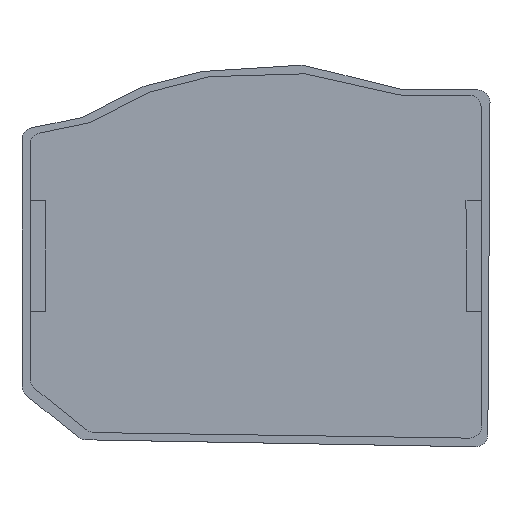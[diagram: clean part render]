
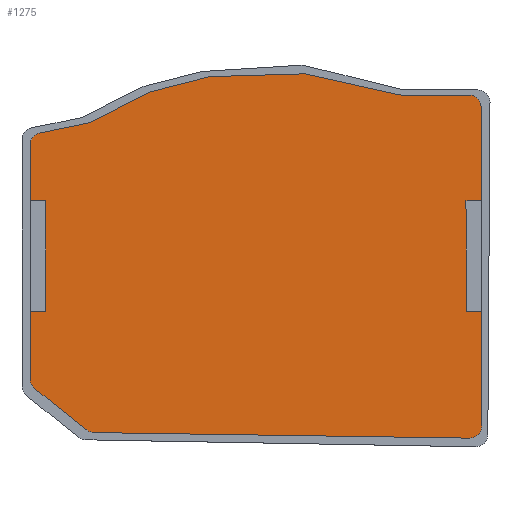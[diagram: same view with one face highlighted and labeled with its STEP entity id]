
A CAD part, front view. The second image highlights one B-rep face of the part: STEP entity #1275.
In plain terms, the highlighted planar face has unit normal (0, -1, 0).
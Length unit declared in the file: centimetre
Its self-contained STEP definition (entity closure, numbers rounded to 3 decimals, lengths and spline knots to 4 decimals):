
#56=CIRCLE('',#1357,0.4);
#58=CIRCLE('',#1361,0.4);
#60=CIRCLE('',#1365,0.4);
#62=CIRCLE('',#1369,0.4);
#64=CIRCLE('',#1373,0.4);
#66=CIRCLE('',#1377,0.4);
#68=CIRCLE('',#1381,0.4);
#70=CIRCLE('',#1385,0.4);
#72=CIRCLE('',#1389,0.4);
#74=CIRCLE('',#1393,0.4);
#332=ORIENTED_EDGE('',*,*,#598,.F.);
#333=ORIENTED_EDGE('',*,*,#599,.F.);
#334=ORIENTED_EDGE('',*,*,#600,.T.);
#335=ORIENTED_EDGE('',*,*,#573,.F.);
#336=ORIENTED_EDGE('',*,*,#565,.T.);
#337=ORIENTED_EDGE('',*,*,#562,.F.);
#338=ORIENTED_EDGE('',*,*,#559,.T.);
#339=ORIENTED_EDGE('',*,*,#556,.F.);
#340=ORIENTED_EDGE('',*,*,#553,.T.);
#341=ORIENTED_EDGE('',*,*,#550,.F.);
#342=ORIENTED_EDGE('',*,*,#601,.F.);
#343=ORIENTED_EDGE('',*,*,#602,.F.);
#344=ORIENTED_EDGE('',*,*,#603,.T.);
#345=ORIENTED_EDGE('',*,*,#546,.F.);
#346=ORIENTED_EDGE('',*,*,#543,.T.);
#347=ORIENTED_EDGE('',*,*,#540,.F.);
#348=ORIENTED_EDGE('',*,*,#537,.F.);
#349=ORIENTED_EDGE('',*,*,#534,.F.);
#350=ORIENTED_EDGE('',*,*,#530,.T.);
#351=ORIENTED_EDGE('',*,*,#596,.F.);
#352=ORIENTED_EDGE('',*,*,#593,.T.);
#353=ORIENTED_EDGE('',*,*,#590,.F.);
#354=ORIENTED_EDGE('',*,*,#587,.T.);
#355=ORIENTED_EDGE('',*,*,#584,.F.);
#356=ORIENTED_EDGE('',*,*,#581,.F.);
#357=ORIENTED_EDGE('',*,*,#578,.F.);
#358=ORIENTED_EDGE('',*,*,#575,.T.);
#359=ORIENTED_EDGE('',*,*,#570,.F.);
#530=EDGE_CURVE('',#692,#693,#56,.T.);
#534=EDGE_CURVE('',#692,#696,#818,.T.);
#537=EDGE_CURVE('',#696,#698,#58,.T.);
#540=EDGE_CURVE('',#698,#700,#822,.T.);
#543=EDGE_CURVE('',#702,#700,#60,.T.);
#546=EDGE_CURVE('',#702,#704,#826,.T.);
#550=EDGE_CURVE('',#707,#708,#830,.T.);
#553=EDGE_CURVE('',#710,#708,#62,.T.);
#556=EDGE_CURVE('',#710,#712,#834,.T.);
#559=EDGE_CURVE('',#714,#712,#64,.T.);
#562=EDGE_CURVE('',#714,#716,#838,.T.);
#565=EDGE_CURVE('',#718,#716,#66,.T.);
#570=EDGE_CURVE('',#722,#723,#844,.T.);
#573=EDGE_CURVE('',#718,#725,#847,.T.);
#575=EDGE_CURVE('',#726,#723,#68,.T.);
#578=EDGE_CURVE('',#726,#728,#850,.T.);
#581=EDGE_CURVE('',#728,#730,#70,.T.);
#584=EDGE_CURVE('',#730,#732,#854,.T.);
#587=EDGE_CURVE('',#734,#732,#72,.T.);
#590=EDGE_CURVE('',#734,#736,#858,.T.);
#593=EDGE_CURVE('',#738,#736,#74,.T.);
#596=EDGE_CURVE('',#738,#693,#862,.T.);
#598=EDGE_CURVE('',#740,#722,#864,.T.);
#599=EDGE_CURVE('',#741,#740,#865,.T.);
#600=EDGE_CURVE('',#741,#725,#866,.T.);
#601=EDGE_CURVE('',#742,#707,#867,.T.);
#602=EDGE_CURVE('',#743,#742,#868,.T.);
#603=EDGE_CURVE('',#743,#704,#869,.T.);
#692=VERTEX_POINT('',#1958);
#693=VERTEX_POINT('',#1959);
#696=VERTEX_POINT('',#1967);
#698=VERTEX_POINT('',#1973);
#700=VERTEX_POINT('',#1979);
#702=VERTEX_POINT('',#1985);
#704=VERTEX_POINT('',#1991);
#707=VERTEX_POINT('',#1997);
#708=VERTEX_POINT('',#1999);
#710=VERTEX_POINT('',#2005);
#712=VERTEX_POINT('',#2011);
#714=VERTEX_POINT('',#2017);
#716=VERTEX_POINT('',#2023);
#718=VERTEX_POINT('',#2029);
#722=VERTEX_POINT('',#2038);
#723=VERTEX_POINT('',#2040);
#725=VERTEX_POINT('',#2045);
#726=VERTEX_POINT('',#2049);
#728=VERTEX_POINT('',#2055);
#730=VERTEX_POINT('',#2061);
#732=VERTEX_POINT('',#2067);
#734=VERTEX_POINT('',#2073);
#736=VERTEX_POINT('',#2079);
#738=VERTEX_POINT('',#2085);
#740=VERTEX_POINT('',#2095);
#741=VERTEX_POINT('',#2097);
#742=VERTEX_POINT('',#2100);
#743=VERTEX_POINT('',#2102);
#818=LINE('',#1966,#958);
#822=LINE('',#1978,#962);
#826=LINE('',#1990,#966);
#830=LINE('',#1998,#970);
#834=LINE('',#2010,#974);
#838=LINE('',#2022,#978);
#844=LINE('',#2039,#984);
#847=LINE('',#2044,#987);
#850=LINE('',#2054,#990);
#854=LINE('',#2066,#994);
#858=LINE('',#2078,#998);
#862=LINE('',#2090,#1002);
#864=LINE('',#2094,#1004);
#865=LINE('',#2096,#1005);
#866=LINE('',#2098,#1006);
#867=LINE('',#2099,#1007);
#868=LINE('',#2101,#1008);
#869=LINE('',#2103,#1009);
#958=VECTOR('',#1586,100.);
#962=VECTOR('',#1598,100.);
#966=VECTOR('',#1610,100.);
#970=VECTOR('',#1614,100.);
#974=VECTOR('',#1626,100.);
#978=VECTOR('',#1638,100.);
#984=VECTOR('',#1652,100.);
#987=VECTOR('',#1655,100.);
#990=VECTOR('',#1666,100.);
#994=VECTOR('',#1678,100.);
#998=VECTOR('',#1690,100.);
#1002=VECTOR('',#1702,100.);
#1004=VECTOR('',#1708,100.);
#1005=VECTOR('',#1709,100.);
#1006=VECTOR('',#1710,100.);
#1007=VECTOR('',#1711,100.);
#1008=VECTOR('',#1712,100.);
#1009=VECTOR('',#1713,100.);
#1085=EDGE_LOOP('',(#332,#333,#334,#335,#336,#337,#338,#339,#340,#341,#342,
#343,#344,#345,#346,#347,#348,#349,#350,#351,#352,#353,#354,#355,#356,#357,
#358,#359));
#1161=FACE_BOUND('',#1085,.T.);
#1210=PLANE('',#1397);
#1275=ADVANCED_FACE('',(#1161),#1210,.T.);
#1357=AXIS2_PLACEMENT_3D('',#1957,#1578,#1579);
#1361=AXIS2_PLACEMENT_3D('',#1972,#1591,#1592);
#1365=AXIS2_PLACEMENT_3D('',#1984,#1603,#1604);
#1369=AXIS2_PLACEMENT_3D('',#2004,#1619,#1620);
#1373=AXIS2_PLACEMENT_3D('',#2016,#1631,#1632);
#1377=AXIS2_PLACEMENT_3D('',#2028,#1643,#1644);
#1381=AXIS2_PLACEMENT_3D('',#2048,#1659,#1660);
#1385=AXIS2_PLACEMENT_3D('',#2060,#1671,#1672);
#1389=AXIS2_PLACEMENT_3D('',#2072,#1683,#1684);
#1393=AXIS2_PLACEMENT_3D('',#2084,#1695,#1696);
#1397=AXIS2_PLACEMENT_3D('',#2093,#1706,#1707);
#1578=DIRECTION('',(0.,-1.,0.));
#1579=DIRECTION('',(0.,0.,-1.));
#1586=DIRECTION('',(0.976,0.,-0.217));
#1591=DIRECTION('',(0.,-1.,0.));
#1592=DIRECTION('',(0.,0.,-1.));
#1598=DIRECTION('',(1.,0.,0.));
#1603=DIRECTION('',(0.,-1.,0.));
#1604=DIRECTION('',(0.,0.,-1.));
#1610=DIRECTION('',(0.002,0.,-1.));
#1614=DIRECTION('',(0.002,0.,-1.));
#1619=DIRECTION('',(0.,-1.,0.));
#1620=DIRECTION('',(0.,0.,-1.));
#1626=DIRECTION('',(-1.,0.,0.015));
#1631=DIRECTION('',(0.,-1.,0.));
#1632=DIRECTION('',(0.,0.,-1.));
#1638=DIRECTION('',(-0.783,0.,0.622));
#1643=DIRECTION('',(0.,-1.,0.));
#1644=DIRECTION('',(0.,0.,-1.));
#1652=DIRECTION('',(0.,0.,1.));
#1655=DIRECTION('',(0.,0.,1.));
#1659=DIRECTION('',(0.,-1.,0.));
#1660=DIRECTION('',(0.,0.,-1.));
#1666=DIRECTION('',(0.98,0.,0.201));
#1671=DIRECTION('',(0.,-1.,0.));
#1672=DIRECTION('',(0.,0.,-1.));
#1678=DIRECTION('',(0.89,0.,0.456));
#1683=DIRECTION('',(0.,-1.,0.));
#1684=DIRECTION('',(0.,0.,-1.));
#1690=DIRECTION('',(0.969,0.,0.248));
#1695=DIRECTION('',(0.,-1.,0.));
#1696=DIRECTION('',(0.,0.,-1.));
#1702=DIRECTION('',(1.,0.,0.029));
#1706=DIRECTION('',(0.,-1.,0.));
#1707=DIRECTION('',(1.,0.,0.));
#1708=DIRECTION('',(-1.,0.,0.));
#1709=DIRECTION('',(0.,0.,1.));
#1710=DIRECTION('',(-1.,0.,0.));
#1711=DIRECTION('',(1.,0.,0.002));
#1712=DIRECTION('',(0.002,0.,-1.));
#1713=DIRECTION('',(1.,0.,0.002));
#1957=CARTESIAN_POINT('',(1.5529,-0.2,5.5355));
#1958=CARTESIAN_POINT('',(1.6398,-0.2,5.9259));
#1959=CARTESIAN_POINT('',(1.5413,-0.2,5.9353));
#1966=CARTESIAN_POINT('',(3.144,-0.2,5.5911));
#1967=CARTESIAN_POINT('',(4.6482,-0.2,5.2563));
#1972=CARTESIAN_POINT('',(4.7351,-0.2,5.6468));
#1973=CARTESIAN_POINT('',(4.7351,-0.2,5.2468));
#1978=CARTESIAN_POINT('',(5.836,-0.2,5.2468));
#1979=CARTESIAN_POINT('',(6.937,-0.2,5.2468));
#1984=CARTESIAN_POINT('',(6.937,-0.2,4.8468));
#1985=CARTESIAN_POINT('',(7.337,-0.2,4.8476));
#1990=CARTESIAN_POINT('',(7.3479,-0.2,-0.3435));
#1991=CARTESIAN_POINT('',(7.3434,-0.2,1.8));
#1997=CARTESIAN_POINT('',(7.351,-0.2,-1.8));
#1998=CARTESIAN_POINT('',(7.3479,-0.2,-0.3435));
#1999=CARTESIAN_POINT('',(7.3589,-0.2,-5.5346));
#2004=CARTESIAN_POINT('',(6.9589,-0.2,-5.5355));
#2005=CARTESIAN_POINT('',(6.953,-0.2,-5.9354));
#2010=CARTESIAN_POINT('',(0.8402,-0.2,-5.8453));
#2011=CARTESIAN_POINT('',(-5.2726,-0.2,-5.7552));
#2016=CARTESIAN_POINT('',(-5.2667,-0.2,-5.3553));
#2017=CARTESIAN_POINT('',(-5.5156,-0.2,-5.6684));
#2022=CARTESIAN_POINT('',(-6.3617,-0.2,-4.9959));
#2023=CARTESIAN_POINT('',(-7.2078,-0.2,-4.3233));
#2028=CARTESIAN_POINT('',(-6.9589,-0.2,-4.0102));
#2029=CARTESIAN_POINT('',(-7.3589,-0.2,-4.0102));
#2038=CARTESIAN_POINT('',(-7.3589,-0.2,1.799));
#2039=CARTESIAN_POINT('',(-7.3589,-0.2,-0.1949));
#2040=CARTESIAN_POINT('',(-7.3589,-0.2,3.6205));
#2044=CARTESIAN_POINT('',(-7.3589,-0.2,-0.1949));
#2045=CARTESIAN_POINT('',(-7.3589,-0.2,-1.801));
#2048=CARTESIAN_POINT('',(-6.9589,-0.2,3.6205));
#2049=CARTESIAN_POINT('',(-7.0392,-0.2,4.0123));
#2054=CARTESIAN_POINT('',(-6.2508,-0.2,4.1741));
#2055=CARTESIAN_POINT('',(-5.4624,-0.2,4.3358));
#2060=CARTESIAN_POINT('',(-5.5428,-0.2,4.7276));
#2061=CARTESIAN_POINT('',(-5.3603,-0.2,4.3717));
#2066=CARTESIAN_POINT('',(-4.4295,-0.2,4.849));
#2067=CARTESIAN_POINT('',(-3.4987,-0.2,5.3263));
#2072=CARTESIAN_POINT('',(-3.3162,-0.2,4.9704));
#2073=CARTESIAN_POINT('',(-3.4155,-0.2,5.3579));
#2078=CARTESIAN_POINT('',(-2.4838,-0.2,5.5968));
#2079=CARTESIAN_POINT('',(-1.5521,-0.2,5.8357));
#2084=CARTESIAN_POINT('',(-1.4527,-0.2,5.4482));
#2085=CARTESIAN_POINT('',(-1.4643,-0.2,5.8481));
#2090=CARTESIAN_POINT('',(0.0385,-0.2,5.8917));
#2093=CARTESIAN_POINT('',(0.,-0.2,0.));
#2094=CARTESIAN_POINT('',(-6.8589,-0.2,1.799));
#2095=CARTESIAN_POINT('',(-6.8589,-0.2,1.799));
#2096=CARTESIAN_POINT('',(-6.8589,-0.2,-0.1949));
#2097=CARTESIAN_POINT('',(-6.8589,-0.2,-1.801));
#2098=CARTESIAN_POINT('',(-6.8589,-0.2,-1.801));
#2099=CARTESIAN_POINT('',(6.851,-0.2,-1.801));
#2100=CARTESIAN_POINT('',(6.851,-0.2,-1.801));
#2101=CARTESIAN_POINT('',(6.8479,-0.2,-0.3446));
#2102=CARTESIAN_POINT('',(6.8434,-0.2,1.799));
#2103=CARTESIAN_POINT('',(6.8434,-0.2,1.799));
